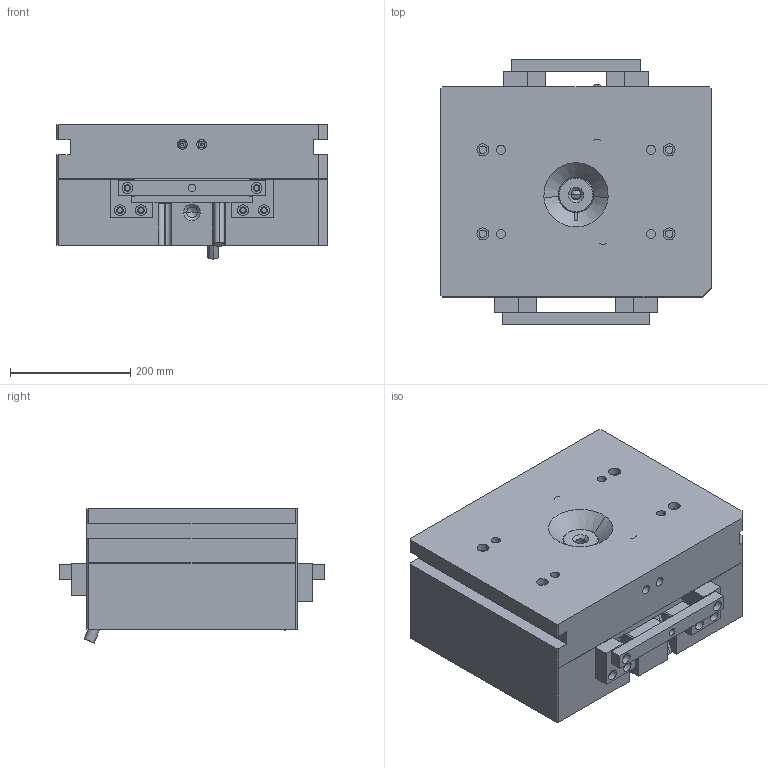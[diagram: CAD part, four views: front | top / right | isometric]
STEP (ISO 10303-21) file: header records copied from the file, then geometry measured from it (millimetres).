
FILE_DESCRIPTION((''),'2;1');
FILE_NAME('MFG0001_ASM','2018-05-21T',('Administrator'),(''),'CREO PARAMETRIC BY PTC INC, 2014190','CREO PARAMETRIC BY PTC INC, 2014190','');
FILE_SCHEMA(('CONFIG_CONTROL_DESIGN'));
Length unit declared in the file: millimetre
Products named in the file (19): 1; MOLD_VOL_2; MOLD_VOL_4; MOLD_VOL_1; B; A; HK; HK2; DB1; DB2; XDZ1; XDZ2; MOLD_VOL_66; MOLD_VOL_55; FL; GK; T1; T2; MFG0001_ASM
Assembly tree (18 placements, depth 2):
  MFG0001_ASM
    1
    MOLD_VOL_2
    MOLD_VOL_4
    MOLD_VOL_1
    B
    A
    HK
    HK2
    DB1
    DB2
    XDZ1
    XDZ2
    MOLD_VOL_66
    MOLD_VOL_55
    FL
    GK
    T1
    T2
Bounding box: 450 x 440 x 223.4 mm (x, y, z)
Volume: 30589214.2 mm3; surface area: 1896640.7 mm2
Topology: 22 solids, 22 shells, 1415 faces, 3650 edges, 2342 vertices
Faces by surface type: plane 554, cylinder 422, cone 171, bspline 171, torus 81, revolution 12, sphere 4
Entity records: 51471 total; most frequent: CARTESIAN_POINT 16643, ORIENTED_EDGE 7292, DIRECTION 7176, EDGE_CURVE 3646, AXIS2_PLACEMENT_3D 2693, VERTEX_POINT 2342, VECTOR 1778, LINE 1778
